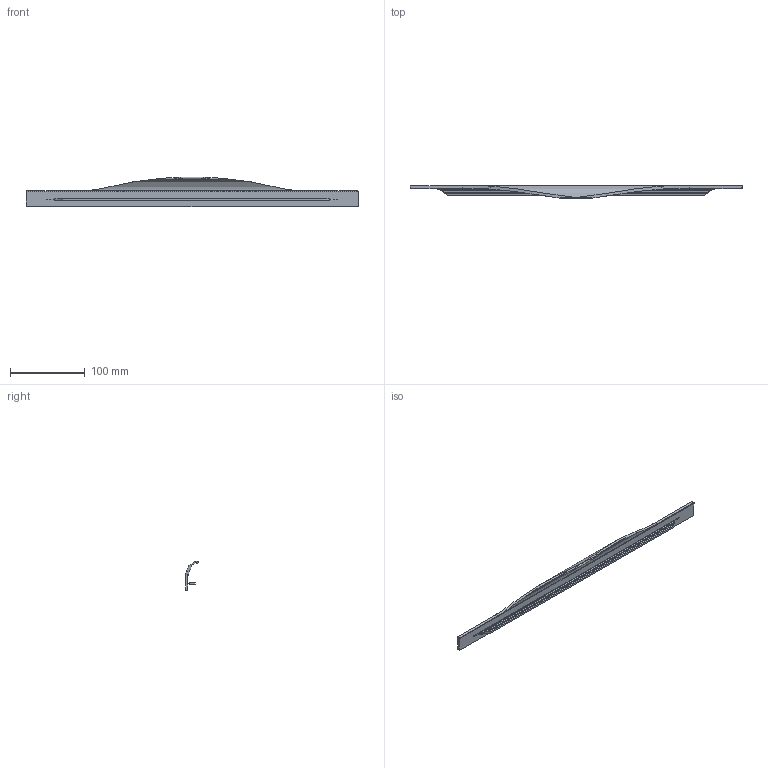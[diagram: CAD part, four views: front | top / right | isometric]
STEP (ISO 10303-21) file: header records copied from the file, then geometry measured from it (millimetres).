
FILE_DESCRIPTION(('Creo Elements/Direct Modeling STEP Export'),'2;1');
FILE_NAME('2467-445.stp','2021-05-27T 7:46:08',(''),(''),'Creo Elements/Direct Modeling STEP processor for AP214 (Solid Model)','Creo Elements/Direct Modeling 20.0 12-Nov-2016 (C) Parametric Technology GmbH','');
FILE_SCHEMA(('AUTOMOTIVE_DESIGN { 1 0 10303 214 1 1 1 1 }'));
Length unit declared in the file: millimetre
Products named in the file (2): 2467-445
Assembly tree (1 placements, depth 2):
  2467-445
    2467-445
Bounding box: 445 x 17 x 40 mm (x, y, z)
Volume: 50716.3 mm3; surface area: 39844.4 mm2
Topology: 1 solids, 1 shells, 48 faces, 128 edges, 83 vertices
Faces by surface type: plane 29, cylinder 11, extrusion 8
Entity records: 2592 total; most frequent: CARTESIAN_POINT 1378, ORIENTED_EDGE 256, DIRECTION 226, EDGE_CURVE 128, VECTOR 84, VERTEX_POINT 83, LINE 76, AXIS2_PLACEMENT_3D 71
